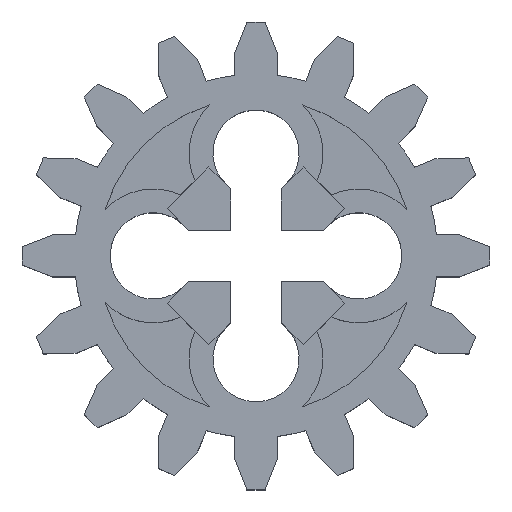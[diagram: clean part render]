
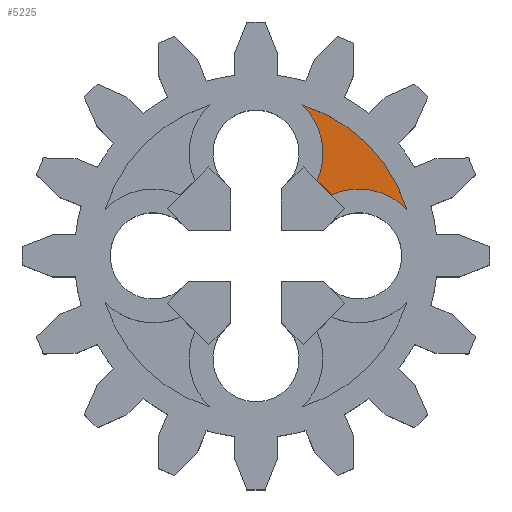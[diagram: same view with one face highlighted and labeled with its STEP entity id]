
A CAD part, top view. The second image highlights one B-rep face of the part: STEP entity #5225.
In plain terms, the highlighted planar face has unit normal (0, 0, 1).
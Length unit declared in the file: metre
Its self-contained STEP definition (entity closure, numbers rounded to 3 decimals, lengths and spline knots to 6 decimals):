
#1535=CARTESIAN_POINT('',(0.003842,0.,0.00088));
#1536=DIRECTION('',(0.,0.,-1.));
#1537=DIRECTION('',(-0.412,0.911,0.));
#1538=AXIS2_PLACEMENT_3D('',#1535,#1536,#1537);
#1684=CARTESIAN_POINT('',(0.,0.003842,0.00088));
#1685=DIRECTION('',(0.,0.,-1.));
#1686=DIRECTION('',(0.693,0.721,0.));
#1687=AXIS2_PLACEMENT_3D('',#1684,#1685,#1686);
#1759=DIRECTION('',(-0.707,0.707,0.));
#1760=VECTOR('',#1759,0.000752);
#1761=CARTESIAN_POINT('',(0.002811,0.00228,0.00088));
#1762=LINE('',#1761,#1760);
#1763=CARTESIAN_POINT('',(0.,0.,0.00088));
#1764=DIRECTION('',(0.,0.,1.));
#1765=DIRECTION('',(0.956,0.294,0.));
#1766=AXIS2_PLACEMENT_3D('',#1763,#1764,#1765);
#2161=CARTESIAN_POINT('',(0.001734,0.005645,0.00088));
#2163=VERTEX_POINT('',#2161);
#2169=CARTESIAN_POINT('',(0.005645,0.001734,0.00088));
#2171=VERTEX_POINT('',#2169);
#2329=CARTESIAN_POINT('',(0.002811,0.00228,0.00088));
#2330=CARTESIAN_POINT('',(0.00228,0.002811,0.00088));
#2331=VERTEX_POINT('',#2329);
#2332=VERTEX_POINT('',#2330);
#5214=CARTESIAN_POINT('',(0.,0.,0.00088));
#5215=DIRECTION('',(0.,0.,1.));
#5216=DIRECTION('',(1.,0.,0.));
#5217=AXIS2_PLACEMENT_3D('',#5214,#5215,#5216);
#5218=PLANE('',#5217);
#5219=ORIENTED_EDGE('',*,*,#5076,.T.);
#5220=ORIENTED_EDGE('',*,*,#5104,.F.);
#5221=ORIENTED_EDGE('',*,*,#5170,.F.);
#5222=ORIENTED_EDGE('',*,*,#4883,.F.);
#5223=EDGE_LOOP('',(#5219,#5220,#5221,#5222));
#5224=FACE_OUTER_BOUND('',#5223,.F.);
#5225=ADVANCED_FACE('',(#5224),#5218,.T.);
#1539=CIRCLE('',#1538,0.002502);
#1688=CIRCLE('',#1687,0.002502);
#1767=CIRCLE('',#1766,0.005906);
#4883=EDGE_CURVE('',#2331,#2171,#1539,.T.);
#5076=EDGE_CURVE('',#2331,#2332,#1762,.T.);
#5104=EDGE_CURVE('',#2163,#2332,#1688,.T.);
#5170=EDGE_CURVE('',#2171,#2163,#1767,.T.);
